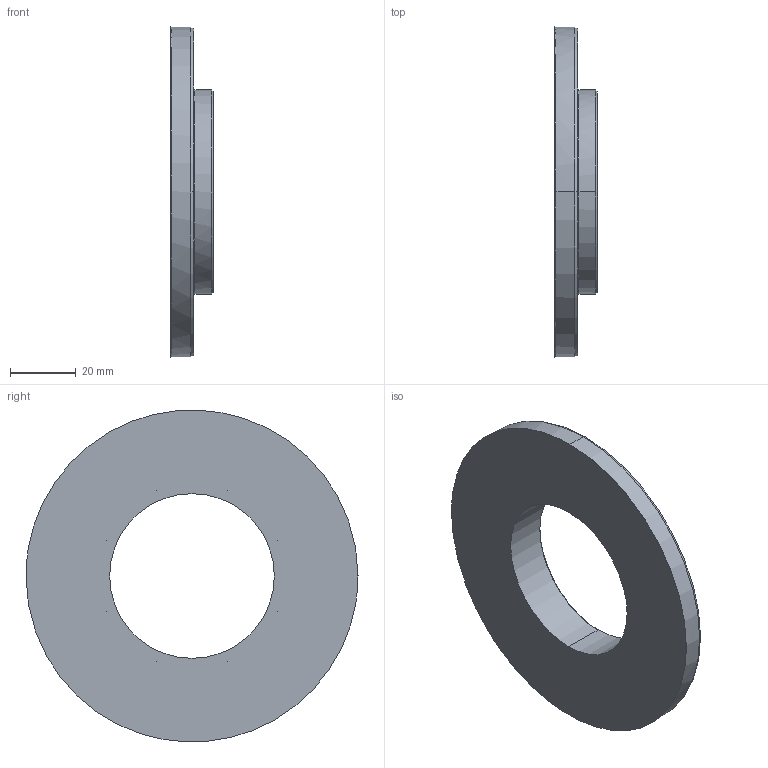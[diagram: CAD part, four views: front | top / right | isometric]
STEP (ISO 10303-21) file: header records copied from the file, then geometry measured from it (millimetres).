
FILE_DESCRIPTION (( 'STEP AP203' ), '1' );
FILE_NAME ('MH24_T-AXIS_Default_sldprt.STEP', '2025-10-20T22:10:38', ( '' ), ( '' ), 'SwSTEP 2.0', 'SolidWorks 2025', '' );
FILE_SCHEMA (( 'CONFIG_CONTROL_DESIGN' ));
Length unit declared in the file: millimetre
Products named in the file (1): MH24_T-AXIS_Default_sldprt
Bounding box: 13 x 100.8 x 100.71 mm (x, y, z)
Volume: 46555.1 mm3; surface area: 18243.8 mm2
Topology: 1 solids, 1 shells, 61 faces, 151 edges, 85 vertices
Faces by surface type: cylinder 26, cone 24, plane 7, bspline 4
Entity records: 2027 total; most frequent: CARTESIAN_POINT 580, DIRECTION 306, ORIENTED_EDGE 266, EDGE_CURVE 133, AXIS2_PLACEMENT_3D 125, VERTEX_POINT 85, EDGE_LOOP 74, CIRCLE 67
